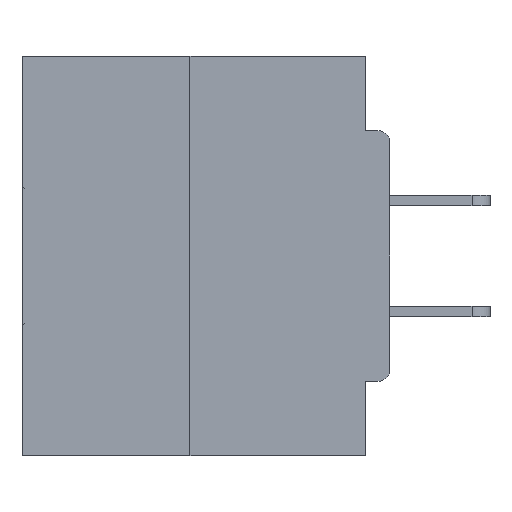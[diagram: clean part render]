
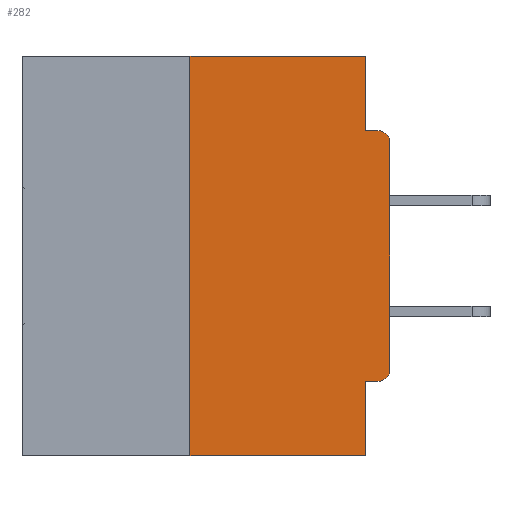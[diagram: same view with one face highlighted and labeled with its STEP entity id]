
A CAD part, left-side view. The second image highlights one B-rep face of the part: STEP entity #282.
In plain terms, the highlighted planar face has unit normal (-1, 0, 0).
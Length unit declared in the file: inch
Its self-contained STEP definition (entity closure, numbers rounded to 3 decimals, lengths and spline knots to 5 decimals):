
#282 = ADVANCED_FACE ( 'NONE', ( #36444 ), #22605, .F. ) ;
#1702 = LINE ( 'NONE', #25182, #9025 ) ;
#2404 = VECTOR ( 'NONE', #14142, 39.37008 ) ;
#3510 = ORIENTED_EDGE ( 'NONE', *, *, #26116, .F. ) ;
#4037 = LINE ( 'NONE', #35907, #33330 ) ;
#4489 = EDGE_CURVE ( 'NONE', #14109, #36257, #21043, .T. ) ;
#5394 = CARTESIAN_POINT ( 'NONE',  ( 0., 0.031, 0. ) ) ;
#6363 = EDGE_CURVE ( 'NONE', #20168, #10494, #32679, .T. ) ;
#6414 = CARTESIAN_POINT ( 'NONE',  ( 0., 0.031, -0.4065 ) ) ;
#6486 = CARTESIAN_POINT ( 'NONE',  ( 0., 0.031, -0.5 ) ) ;
#7702 = CARTESIAN_POINT ( 'NONE',  ( 0., 0.031, -0.0935 ) ) ;
#7742 = CARTESIAN_POINT ( 'NONE',  ( 0., 0., -0.3915 ) ) ;
#7840 = VERTEX_POINT ( 'NONE', #5394 ) ;
#7893 = ORIENTED_EDGE ( 'NONE', *, *, #14195, .F. ) ;
#8305 = VERTEX_POINT ( 'NONE', #37965 ) ;
#8356 = CARTESIAN_POINT ( 'NONE',  ( 0., 0.031, -0.5 ) ) ;
#8598 = CARTESIAN_POINT ( 'NONE',  ( 0., 0.015, -0.4065 ) ) ;
#8798 = CARTESIAN_POINT ( 'NONE',  ( 0., 0., 0. ) ) ;
#9025 = VECTOR ( 'NONE', #37910, 39.37008 ) ;
#10313 = EDGE_CURVE ( 'NONE', #36257, #39017, #10839, .T. ) ;
#10422 = VECTOR ( 'NONE', #29905, 39.37008 ) ;
#10494 = VERTEX_POINT ( 'NONE', #8356 ) ;
#10766 = LINE ( 'NONE', #24678, #23501 ) ;
#10805 = VERTEX_POINT ( 'NONE', #36716 ) ;
#10839 = LINE ( 'NONE', #8798, #15729 ) ;
#11170 = AXIS2_PLACEMENT_3D ( 'NONE', #32126, #13286, #31703 ) ;
#12265 = LINE ( 'NONE', #16624, #36282 ) ;
#12995 = ORIENTED_EDGE ( 'NONE', *, *, #18184, .F. ) ;
#13286 = DIRECTION ( 'NONE',  ( 1., 0., 0. ) ) ;
#13374 = AXIS2_PLACEMENT_3D ( 'NONE', #18352, #21639, #18740 ) ;
#13681 = DIRECTION ( 'NONE',  ( -1., 0., 0. ) ) ;
#14109 = VERTEX_POINT ( 'NONE', #8598 ) ;
#14142 = DIRECTION ( 'NONE',  ( 0., 0., -1. ) ) ;
#14195 = EDGE_CURVE ( 'NONE', #7840, #15828, #10766, .T. ) ;
#14495 = ORIENTED_EDGE ( 'NONE', *, *, #6363, .F. ) ;
#15238 = ORIENTED_EDGE ( 'NONE', *, *, #39192, .F. ) ;
#15729 = VECTOR ( 'NONE', #27323, 39.37008 ) ;
#15828 = VERTEX_POINT ( 'NONE', #7702 ) ;
#16624 = CARTESIAN_POINT ( 'NONE',  ( 0., 0., -0.0935 ) ) ;
#18184 = EDGE_CURVE ( 'NONE', #14109, #20168, #27501, .T. ) ;
#18204 = VERTEX_POINT ( 'NONE', #39502 ) ;
#18299 = EDGE_LOOP ( 'NONE', ( #15238, #3510, #23705, #14495, #12995, #22000, #28547, #29373, #34918, #7893 ) ) ;
#18352 = CARTESIAN_POINT ( 'NONE',  ( 0., 0.015, -0.3915 ) ) ;
#18740 = DIRECTION ( 'NONE',  ( 0., 0., -1. ) ) ;
#20168 = VERTEX_POINT ( 'NONE', #6414 ) ;
#21043 = CIRCLE ( 'NONE', #13374, 0.015 ) ;
#21090 = CARTESIAN_POINT ( 'NONE',  ( 0., 0., -0.4065 ) ) ;
#21544 = EDGE_CURVE ( 'NONE', #10805, #10494, #37308, .T. ) ;
#21639 = DIRECTION ( 'NONE',  ( -1., 0., 0. ) ) ;
#22000 = ORIENTED_EDGE ( 'NONE', *, *, #4489, .T. ) ;
#22605 = PLANE ( 'NONE',  #11170 ) ;
#23501 = VECTOR ( 'NONE', #28190, 39.37008 ) ;
#23507 = DIRECTION ( 'NONE',  ( 0., 0., -1. ) ) ;
#23705 = ORIENTED_EDGE ( 'NONE', *, *, #21544, .T. ) ;
#24678 = CARTESIAN_POINT ( 'NONE',  ( 0., 0.031, 0. ) ) ;
#24957 = DIRECTION ( 'NONE',  ( 0., 1., 0. ) ) ;
#25182 = CARTESIAN_POINT ( 'NONE',  ( 0., 0.25, 0. ) ) ;
#26116 = EDGE_CURVE ( 'NONE', #10805, #8305, #1702, .T. ) ;
#27323 = DIRECTION ( 'NONE',  ( 0., 0., 1. ) ) ;
#27351 = CIRCLE ( 'NONE', #29704, 0.015 ) ;
#27432 = DIRECTION ( 'NONE',  ( 0., -1., 0. ) ) ;
#27501 = LINE ( 'NONE', #21090, #28462 ) ;
#28190 = DIRECTION ( 'NONE',  ( 0., 0., -1. ) ) ;
#28462 = VECTOR ( 'NONE', #24957, 39.37008 ) ;
#28547 = ORIENTED_EDGE ( 'NONE', *, *, #10313, .T. ) ;
#29373 = ORIENTED_EDGE ( 'NONE', *, *, #31701, .T. ) ;
#29704 = AXIS2_PLACEMENT_3D ( 'NONE', #32374, #13681, #23507 ) ;
#29905 = DIRECTION ( 'NONE',  ( 0., -1., 0. ) ) ;
#30304 = CARTESIAN_POINT ( 'NONE',  ( 0., 0.46, -0.5 ) ) ;
#31701 = EDGE_CURVE ( 'NONE', #39017, #18204, #27351, .T. ) ;
#31703 = DIRECTION ( 'NONE',  ( 0., 0., -1. ) ) ;
#32126 = CARTESIAN_POINT ( 'NONE',  ( 0., 0.46, 0. ) ) ;
#32374 = CARTESIAN_POINT ( 'NONE',  ( 0., 0.015, -0.1085 ) ) ;
#32679 = LINE ( 'NONE', #6486, #2404 ) ;
#33176 = CARTESIAN_POINT ( 'NONE',  ( 0., 0., -0.1085 ) ) ;
#33330 = VECTOR ( 'NONE', #27432, 39.37008 ) ;
#34918 = ORIENTED_EDGE ( 'NONE', *, *, #37174, .F. ) ;
#35907 = CARTESIAN_POINT ( 'NONE',  ( 0., 0.46, 0. ) ) ;
#36257 = VERTEX_POINT ( 'NONE', #7742 ) ;
#36282 = VECTOR ( 'NONE', #38193, 39.37008 ) ;
#36444 = FACE_OUTER_BOUND ( 'NONE', #18299, .T. ) ;
#36716 = CARTESIAN_POINT ( 'NONE',  ( 0., 0.25, -0.5 ) ) ;
#37174 = EDGE_CURVE ( 'NONE', #15828, #18204, #12265, .T. ) ;
#37308 = LINE ( 'NONE', #30304, #10422 ) ;
#37910 = DIRECTION ( 'NONE',  ( 0., 0., 1. ) ) ;
#37965 = CARTESIAN_POINT ( 'NONE',  ( 0., 0.25, 0. ) ) ;
#38193 = DIRECTION ( 'NONE',  ( 0., -1., 0. ) ) ;
#39017 = VERTEX_POINT ( 'NONE', #33176 ) ;
#39192 = EDGE_CURVE ( 'NONE', #8305, #7840, #4037, .T. ) ;
#39502 = CARTESIAN_POINT ( 'NONE',  ( 0., 0.015, -0.0935 ) ) ;
